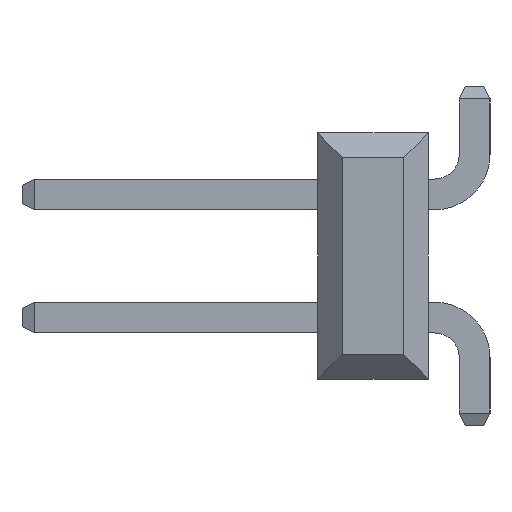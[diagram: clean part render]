
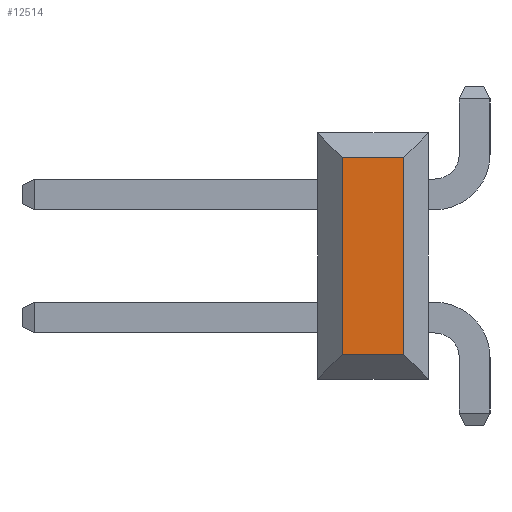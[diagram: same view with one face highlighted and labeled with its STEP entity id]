
A CAD part, left-side view. The second image highlights one B-rep face of the part: STEP entity #12514.
In plain terms, the highlighted planar face has unit normal (-1, 0, 0).
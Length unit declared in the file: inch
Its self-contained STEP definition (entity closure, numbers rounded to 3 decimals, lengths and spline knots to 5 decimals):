
#1833=DIRECTION('',(0.,0.,1.));
#1834=VECTOR('',#1833,0.16);
#1835=CARTESIAN_POINT('',(-0.8,-0.025,-0.08));
#1836=LINE('',#1835,#1834);
#1845=DIRECTION('',(0.,0.,1.));
#1846=VECTOR('',#1845,0.16);
#1847=CARTESIAN_POINT('',(-0.8,0.025,-0.08));
#1848=LINE('',#1847,#1846);
#1849=DIRECTION('',(0.,-1.,0.));
#1850=VECTOR('',#1849,0.05);
#1851=CARTESIAN_POINT('',(-0.8,0.025,0.08));
#1852=LINE('',#1851,#1850);
#1853=DIRECTION('',(0.,-1.,0.));
#1854=VECTOR('',#1853,0.05);
#1855=CARTESIAN_POINT('',(-0.8,0.025,-0.08));
#1856=LINE('',#1855,#1854);
#8337=CARTESIAN_POINT('',(-0.8,0.025,-0.08));
#8338=CARTESIAN_POINT('',(-0.8,0.025,0.08));
#8339=VERTEX_POINT('',#8337);
#8340=VERTEX_POINT('',#8338);
#8341=CARTESIAN_POINT('',(-0.8,-0.025,-0.08));
#8342=CARTESIAN_POINT('',(-0.8,-0.025,0.08));
#8343=VERTEX_POINT('',#8341);
#8344=VERTEX_POINT('',#8342);
#12500=CARTESIAN_POINT('',(-0.8,0.025,-0.1));
#12501=DIRECTION('',(-1.,0.,0.));
#12502=DIRECTION('',(0.,-1.,0.));
#12503=AXIS2_PLACEMENT_3D('',#12500,#12501,#12502);
#12504=PLANE('',#12503);
#12506=ORIENTED_EDGE('',*,*,#12505,.T.);
#12508=ORIENTED_EDGE('',*,*,#12507,.T.);
#12509=ORIENTED_EDGE('',*,*,#12490,.F.);
#12511=ORIENTED_EDGE('',*,*,#12510,.F.);
#12512=EDGE_LOOP('',(#12506,#12508,#12509,#12511));
#12513=FACE_OUTER_BOUND('',#12512,.F.);
#12514=ADVANCED_FACE('',(#12513),#12504,.T.);
#12490=EDGE_CURVE('',#8343,#8344,#1836,.T.);
#12505=EDGE_CURVE('',#8339,#8340,#1848,.T.);
#12507=EDGE_CURVE('',#8340,#8344,#1852,.T.);
#12510=EDGE_CURVE('',#8339,#8343,#1856,.T.);
